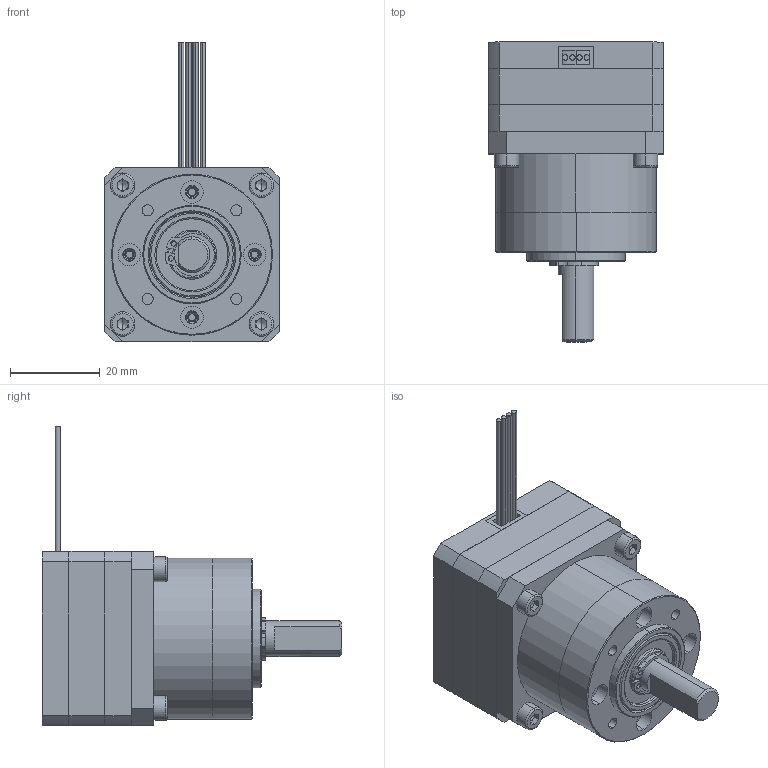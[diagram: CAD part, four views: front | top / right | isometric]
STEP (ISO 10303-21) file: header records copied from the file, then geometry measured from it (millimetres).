
FILE_DESCRIPTION (( 'STEP AP203' ), '1' );
FILE_NAME ('39H220-0404AG5.18.STEP', '2022-10-18T06:33:17', ( '' ), ( '' ), 'SwSTEP 2.0', 'SolidWorks 2020', '' );
FILE_SCHEMA (( 'CONFIG_CONTROL_DESIGN' ));
Length unit declared in the file: millimetre
Products named in the file (14): PLA36-013齿圈; 珨撰熬厒掀; 39H220-0404AG5.18; 盄旰; 粣8縐遠; M3蹟隊; hexagon socket head cap screws gb_GB_FASTENER_SCREWS_HSHCS M3X6-N; PLA36-004綴傷裔; 39D16-Aヶ傷裔; 698ZZ 19x8x6; 39D16-B綴傷裔; PLA36-002怀堤粣; 隅赽; PLA36-003ヶ傷裔
Assembly tree (20 placements, depth 3):
  39H220-0404AG5.18
    隅赽
    39D16-Aヶ傷裔
    39D16-B綴傷裔
    M3蹟隊  x4
    盄旰
    珨撰熬厒掀
      PLA36-004綴傷裔
      PLA36-013齿圈
      PLA36-003ヶ傷裔
      PLA36-002怀堤粣
      698ZZ 19x8x6  x2
      粣8縐遠
    hexagon socket head cap screws gb_GB_FASTENER_SCREWS_HSHCS M3X6-N  x4
Bounding box: 39 x 67 x 67 mm (x, y, z)
Volume: 45177.7 mm3; surface area: 33958.3 mm2
Topology: 23 solids, 23 shells, 924 faces, 2330 edges, 1492 vertices
Faces by surface type: cylinder 559, plane 224, cone 85, torus 56
Entity records: 25040 total; most frequent: DIRECTION 4584, CARTESIAN_POINT 3939, ORIENTED_EDGE 3842, EDGE_CURVE 1921, AXIS2_PLACEMENT_3D 1898, VERTEX_POINT 1245, CIRCLE 1131, EDGE_LOOP 860
